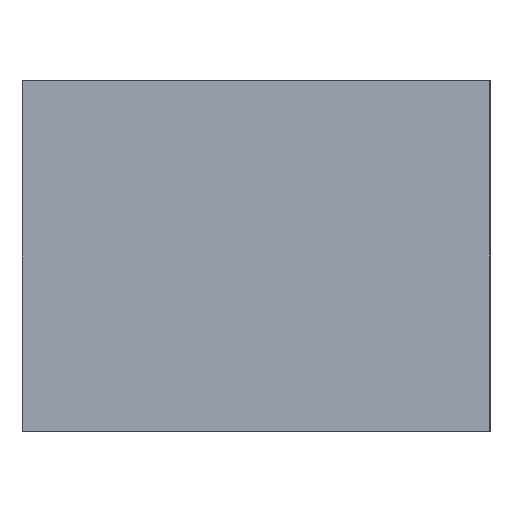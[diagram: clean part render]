
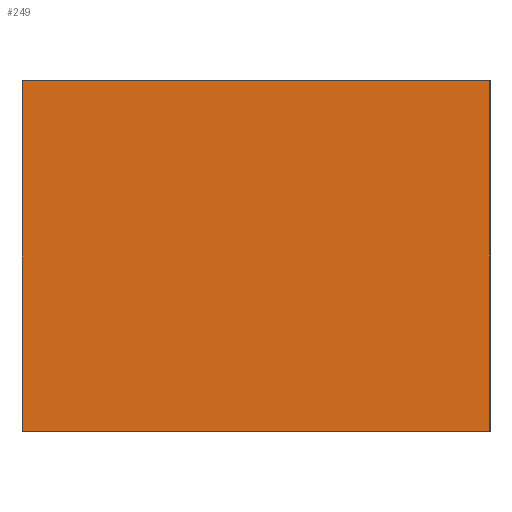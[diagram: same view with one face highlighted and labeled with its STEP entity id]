
A CAD part, left-side view. The second image highlights one B-rep face of the part: STEP entity #249.
In plain terms, the highlighted planar face has unit normal (-1, -0.019, 0).
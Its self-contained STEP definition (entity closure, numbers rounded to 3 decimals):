
#8 = CARTESIAN_POINT ( 'NONE',  ( -16.65, 9.35, 7. ) ) ;
#18 = FACE_OUTER_BOUND ( 'NONE', #256, .T. ) ;
#28 = LINE ( 'NONE', #201, #221 ) ;
#31 = ORIENTED_EDGE ( 'NONE', *, *, #236, .T. ) ;
#58 = VERTEX_POINT ( 'NONE', #8 ) ;
#60 = EDGE_CURVE ( 'NONE', #58, #77, #273, .T. ) ;
#72 = CARTESIAN_POINT ( 'NONE',  ( -16.301, -9.35, 7. ) ) ;
#75 = DIRECTION ( 'NONE',  ( 0.019, -1., 0. ) ) ;
#77 = VERTEX_POINT ( 'NONE', #113 ) ;
#84 = ORIENTED_EDGE ( 'NONE', *, *, #60, .F. ) ;
#92 = CARTESIAN_POINT ( 'NONE',  ( -16.65, 9.35, 7. ) ) ;
#96 = DIRECTION ( 'NONE',  ( 0., 0., -1. ) ) ;
#99 = VECTOR ( 'NONE', #222, 1000. ) ;
#102 = VERTEX_POINT ( 'NONE', #244 ) ;
#112 = LINE ( 'NONE', #92, #309 ) ;
#113 = CARTESIAN_POINT ( 'NONE',  ( -16.301, -9.35, 7. ) ) ;
#125 = CARTESIAN_POINT ( 'NONE',  ( -16.65, 9.35, 7. ) ) ;
#131 = CARTESIAN_POINT ( 'NONE',  ( -16.301, -9.35, -7. ) ) ;
#141 = CARTESIAN_POINT ( 'NONE',  ( -16.47, -0.308, 7. ) ) ;
#151 = DIRECTION ( 'NONE',  ( -1., -0.019, 0. ) ) ;
#161 = LINE ( 'NONE', #72, #99 ) ;
#163 = DIRECTION ( 'NONE',  ( 0.019, -1., 0. ) ) ;
#177 = EDGE_CURVE ( 'NONE', #58, #102, #112, .T. ) ;
#193 = ORIENTED_EDGE ( 'NONE', *, *, #219, .F. ) ;
#201 = CARTESIAN_POINT ( 'NONE',  ( -16.47, -0.308, -7. ) ) ;
#204 = VECTOR ( 'NONE', #163, 1000. ) ;
#219 = EDGE_CURVE ( 'NONE', #77, #328, #161, .T. ) ;
#221 = VECTOR ( 'NONE', #75, 1000. ) ;
#222 = DIRECTION ( 'NONE',  ( 0., 0., -1. ) ) ;
#236 = EDGE_CURVE ( 'NONE', #102, #328, #28, .T. ) ;
#244 = CARTESIAN_POINT ( 'NONE',  ( -16.65, 9.35, -7. ) ) ;
#249 = ADVANCED_FACE ( 'NONE', ( #18 ), #278, .T. ) ;
#256 = EDGE_LOOP ( 'NONE', ( #31, #193, #84, #274 ) ) ;
#273 = LINE ( 'NONE', #141, #204 ) ;
#274 = ORIENTED_EDGE ( 'NONE', *, *, #177, .T. ) ;
#276 = AXIS2_PLACEMENT_3D ( 'NONE', #125, #151, #330 ) ;
#278 = PLANE ( 'NONE',  #276 ) ;
#309 = VECTOR ( 'NONE', #96, 1000. ) ;
#328 = VERTEX_POINT ( 'NONE', #131 ) ;
#330 = DIRECTION ( 'NONE',  ( 0.019, -1., 0. ) ) ;
